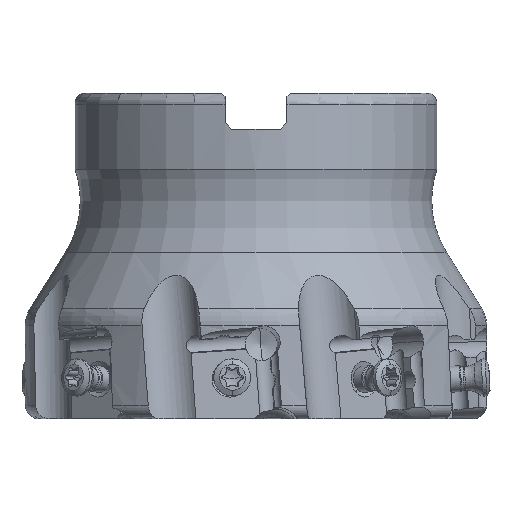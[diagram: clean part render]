
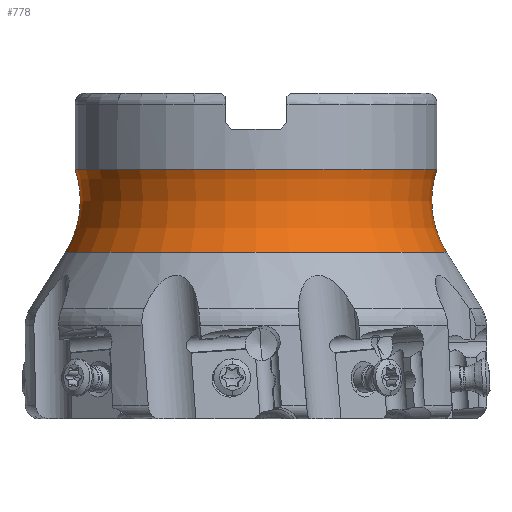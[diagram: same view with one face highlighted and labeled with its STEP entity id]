
A CAD part, front view. The second image highlights one B-rep face of the part: STEP entity #778.
In plain terms, the highlighted toroidal (fillet/blend) face has major radius 42.015 mm and minor radius 15 mm.
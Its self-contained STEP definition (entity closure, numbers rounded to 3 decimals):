
#474=TOROIDAL_SURFACE('',#12496,42.015,15.);
#778=ADVANCED_FACE('',(#1696),#474,.F.);
#1696=FACE_OUTER_BOUND('',#2344,.T.);
#2344=EDGE_LOOP('',(#6138,#6139,#6140,#6141,#6142,#6143));
#6138=ORIENTED_EDGE('',*,*,#9784,.F.);
#6139=ORIENTED_EDGE('',*,*,#10137,.T.);
#6140=ORIENTED_EDGE('',*,*,#10136,.T.);
#6141=ORIENTED_EDGE('',*,*,#9249,.F.);
#6142=ORIENTED_EDGE('',*,*,#10139,.T.);
#6143=ORIENTED_EDGE('',*,*,#10138,.T.);
#8048=VERTEX_POINT('',#16771);
#8049=VERTEX_POINT('',#16773);
#8453=VERTEX_POINT('',#21164);
#8454=VERTEX_POINT('',#21166);
#8665=VERTEX_POINT('',#24092);
#8666=VERTEX_POINT('',#24095);
#9249=EDGE_CURVE('',#8049,#8048,#11052,.T.);
#9784=EDGE_CURVE('',#8453,#8454,#11242,.T.);
#10136=EDGE_CURVE('',#8665,#8048,#11291,.T.);
#10137=EDGE_CURVE('',#8453,#8665,#11292,.T.);
#10138=EDGE_CURVE('',#8666,#8454,#11293,.T.);
#10139=EDGE_CURVE('',#8049,#8666,#11294,.T.);
#11052=CIRCLE('',#11963,27.815);
#11242=CIRCLE('',#12289,29.301);
#11291=CIRCLE('',#12491,15.);
#11292=CIRCLE('',#12492,15.);
#11293=CIRCLE('',#12493,15.);
#11294=CIRCLE('',#12494,15.);
#11963=AXIS2_PLACEMENT_3D('',#16776,#13411,#13412);
#12289=AXIS2_PLACEMENT_3D('',#21165,#14194,#14195);
#12491=AXIS2_PLACEMENT_3D('',#24091,#14756,#14757);
#12492=AXIS2_PLACEMENT_3D('',#24093,#14758,#14759);
#12493=AXIS2_PLACEMENT_3D('',#24094,#14760,#14761);
#12494=AXIS2_PLACEMENT_3D('',#24096,#14762,#14763);
#12496=AXIS2_PLACEMENT_3D('',#24098,#14766,#14767);
#13411=DIRECTION('',(0.,0.,1.));
#13412=DIRECTION('',(-1.,0.,0.));
#14194=DIRECTION('',(0.,0.,-1.));
#14195=DIRECTION('',(1.,0.,0.));
#14756=DIRECTION('',(0.,1.,0.));
#14757=DIRECTION('',(-1.,0.,0.));
#14758=DIRECTION('',(0.,1.,0.));
#14759=DIRECTION('',(-0.848,0.,-0.531));
#14760=DIRECTION('',(0.,1.,0.));
#14761=DIRECTION('',(1.,0.,0.));
#14762=DIRECTION('',(0.,1.,0.));
#14763=DIRECTION('',(0.947,0.,0.322));
#14766=DIRECTION('',(0.,0.,-1.));
#14767=DIRECTION('',(-1.,0.,0.));
#16771=CARTESIAN_POINT('',(27.815,0.,-11.7));
#16773=CARTESIAN_POINT('',(-27.815,0.,-11.7));
#16776=CARTESIAN_POINT('',(0.,0.,-11.7));
#21164=CARTESIAN_POINT('',(29.301,0.,-24.493));
#21165=CARTESIAN_POINT('',(0.,0.,-24.493));
#21166=CARTESIAN_POINT('',(-29.301,0.,-24.493));
#24091=CARTESIAN_POINT('',(42.015,0.,-16.533));
#24092=CARTESIAN_POINT('',(27.015,0.,-16.533));
#24093=CARTESIAN_POINT('',(42.015,0.,-16.533));
#24094=CARTESIAN_POINT('',(-42.015,0.,-16.533));
#24095=CARTESIAN_POINT('',(-27.015,0.,-16.533));
#24096=CARTESIAN_POINT('',(-42.015,0.,-16.533));
#24098=CARTESIAN_POINT('',(0.,0.,-16.533));
